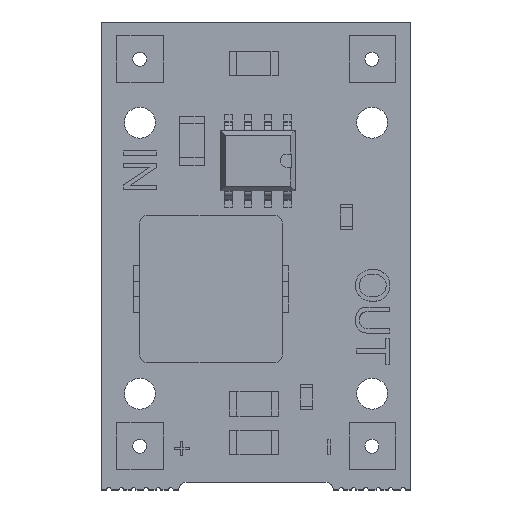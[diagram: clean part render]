
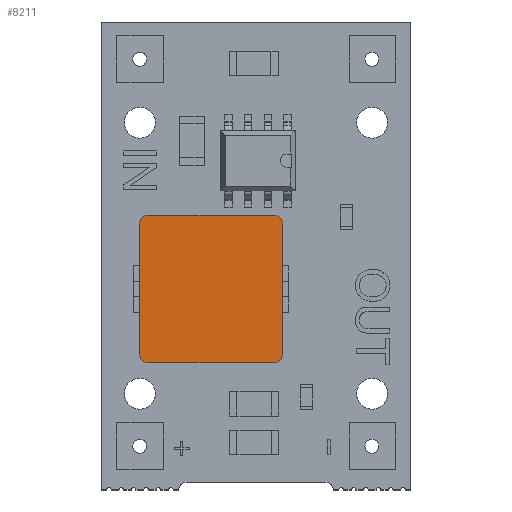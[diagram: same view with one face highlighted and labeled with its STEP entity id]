
A CAD part, top view. The second image highlights one B-rep face of the part: STEP entity #8211.
In plain terms, the highlighted planar face has unit normal (0, 0, 1).
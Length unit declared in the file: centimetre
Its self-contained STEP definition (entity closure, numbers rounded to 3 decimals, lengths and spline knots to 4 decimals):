
#385=CIRCLE($,#8890,0.05);
#386=CIRCLE($,#8893,0.05);
#387=CIRCLE($,#8894,0.05);
#388=CIRCLE($,#8895,0.05);
#843=FACE_OUTER_BOUND($,#1368,.T.);
#1368=EDGE_LOOP($,(#7223,#7224,#7225,#7226,#7227,#7228,#7229,#7230));
#2275=LINE($,#13732,#3216);
#2278=LINE($,#13738,#3219);
#2279=LINE($,#13742,#3220);
#2280=LINE($,#13746,#3221);
#3216=VECTOR($,#10903,0.82);
#3219=VECTOR($,#10908,0.85);
#3220=VECTOR($,#10911,0.82);
#3221=VECTOR($,#10914,0.85);
#3926=VERTEX_POINT($,#13725);
#3927=VERTEX_POINT($,#13727);
#3928=VERTEX_POINT($,#13731);
#3930=VERTEX_POINT($,#13737);
#3931=VERTEX_POINT($,#13739);
#3932=VERTEX_POINT($,#13741);
#3933=VERTEX_POINT($,#13743);
#3934=VERTEX_POINT($,#13745);
#5031=EDGE_CURVE($,#3926,#3927,#385,.T.);
#5033=EDGE_CURVE($,#3927,#3928,#2275,.F.);
#5036=EDGE_CURVE($,#3930,#3926,#2278,.F.);
#5037=EDGE_CURVE($,#3931,#3930,#386,.T.);
#5038=EDGE_CURVE($,#3932,#3931,#2279,.T.);
#5039=EDGE_CURVE($,#3933,#3932,#387,.T.);
#5040=EDGE_CURVE($,#3934,#3933,#2280,.T.);
#5041=EDGE_CURVE($,#3928,#3934,#388,.T.);
#7223=ORIENTED_EDGE($,*,*,#5031,.F.);
#7224=ORIENTED_EDGE($,*,*,#5036,.F.);
#7225=ORIENTED_EDGE($,*,*,#5037,.F.);
#7226=ORIENTED_EDGE($,*,*,#5038,.F.);
#7227=ORIENTED_EDGE($,*,*,#5039,.F.);
#7228=ORIENTED_EDGE($,*,*,#5040,.F.);
#7229=ORIENTED_EDGE($,*,*,#5041,.F.);
#7230=ORIENTED_EDGE($,*,*,#5033,.F.);
#7727=PLANE($,#8892);
#8211=ADVANCED_FACE($,(#843),#7727,.F.);
#8890=AXIS2_PLACEMENT_3D($,#13728,#10898,#10899);
#8892=AXIS2_PLACEMENT_3D($,#13736,#10906,#10907);
#8893=AXIS2_PLACEMENT_3D($,#13740,#10909,#10910);
#8894=AXIS2_PLACEMENT_3D($,#13744,#10912,#10913);
#8895=AXIS2_PLACEMENT_3D($,#13747,#10915,#10916);
#10898=DIRECTION('center_axis',(0.,0.,-1.));
#10899=DIRECTION('ref_axis',(0.707,-0.707,0.));
#10903=DIRECTION($,(1.,0.,0.));
#10906=DIRECTION('center_axis',(0.,0.,-1.));
#10907=DIRECTION('ref_axis',(0.,-1.,0.));
#10908=DIRECTION($,(0.,1.,0.));
#10909=DIRECTION('center_axis',(0.,0.,-1.));
#10910=DIRECTION('ref_axis',(0.707,0.707,0.));
#10911=DIRECTION($,(1.,0.,0.));
#10912=DIRECTION('center_axis',(0.,0.,-1.));
#10913=DIRECTION('ref_axis',(1.,0.,0.));
#10914=DIRECTION($,(0.,1.,0.));
#10915=DIRECTION('center_axis',(0.,0.,-1.));
#10916=DIRECTION('ref_axis',(-0.707,-0.707,0.));
#13725=CARTESIAN_POINT('',(0.2595,0.0571,0.46));
#13727=CARTESIAN_POINT('',(0.2095,0.0071,0.46));
#13728=CARTESIAN_POINT('Origin',(0.2095,0.0571,0.46));
#13731=CARTESIAN_POINT('',(-0.6105,0.0071,0.46));
#13732=CARTESIAN_POINT($,(-0.1955,0.0071,0.46));
#13736=CARTESIAN_POINT('Origin',(-0.3505,0.6321,0.46));
#13737=CARTESIAN_POINT('',(0.2595,0.9071,0.46));
#13738=CARTESIAN_POINT($,(0.2595,0.7946,0.46));
#13739=CARTESIAN_POINT('',(0.2095,0.9571,0.46));
#13740=CARTESIAN_POINT('Origin',(0.2095,0.9071,0.46));
#13741=CARTESIAN_POINT('',(-0.6105,0.9571,0.46));
#13742=CARTESIAN_POINT($,(-0.6605,0.9571,0.46));
#13743=CARTESIAN_POINT('',(-0.6605,0.9071,0.46));
#13744=CARTESIAN_POINT('Origin',(-0.6105,0.9071,0.46));
#13745=CARTESIAN_POINT('',(-0.6605,0.0571,0.46));
#13746=CARTESIAN_POINT($,(-0.6605,0.3071,0.46));
#13747=CARTESIAN_POINT('Origin',(-0.6105,0.0571,
0.46));
